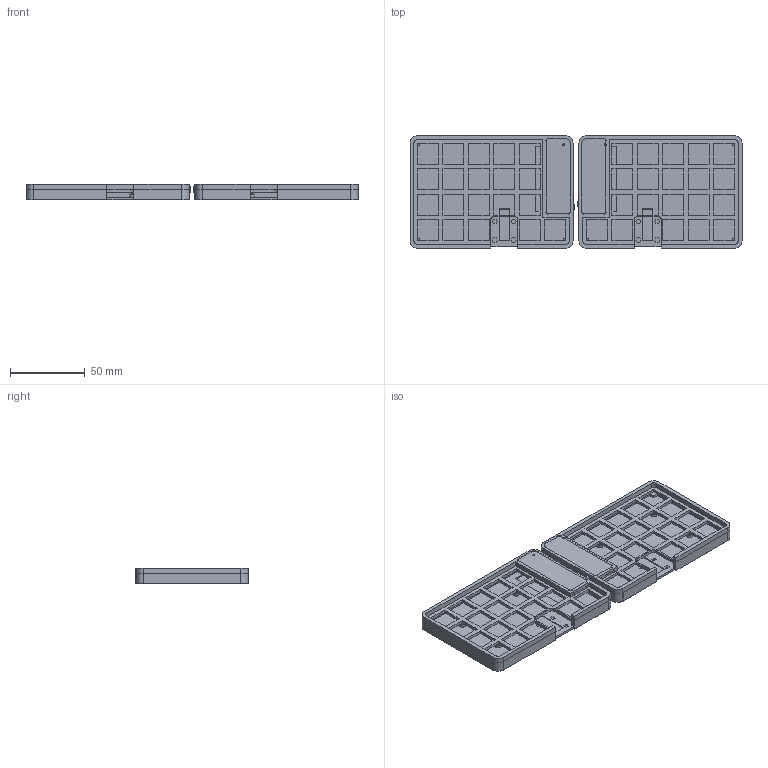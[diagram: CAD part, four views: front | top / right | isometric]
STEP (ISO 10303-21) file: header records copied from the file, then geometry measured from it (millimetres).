
FILE_DESCRIPTION(/* description */ (''),/* implementation_level */ '2;1');
FILE_NAME(/* name */ 'LisM_v1.0.0.step',/* time_stamp */ '2025-12-10T04:37:29+09:00',/* author */ (''),/* organization */ (''),/* preprocessor_version */ 'ST-DEVELOPER v20.1',/* originating_system */ 'Autodesk Translation Framework v14.21.0.0',/* authorisation */ '');
FILE_SCHEMA (('AUTOMOTIVE_DESIGN { 1 0 10303 214 3 1 1 }'));
Length unit declared in the file: millimetre
Products named in the file (11): LisM_v1.0.0; Left_BottomPart; Left_SwitchPlate; Left_Switch; Left_TopPart; Right_TopPart; Right_BottomPart; Right_SwitchPlate; Right_Switch; Left_Floating_TopPart; Right_Floating_TopPart
Assembly tree (10 placements, depth 2):
  LisM_v1.0.0
    Left_BottomPart
    Left_SwitchPlate
    Left_Switch
    Left_TopPart
    Right_TopPart
    Right_BottomPart
    Right_SwitchPlate
    Right_Switch
    Left_Floating_TopPart
    Right_Floating_TopPart
Bounding box: 222.1 x 75.1 x 10.6 mm (x, y, z)
Volume: 66463.3 mm3; surface area: 108324.2 mm2
Topology: 14 solids, 14 shells, 1313 faces, 3691 edges, 2422 vertices
Faces by surface type: plane 963, cylinder 272, bspline 48, torus 22, cone 8
Full cylindrical faces by diameter (mm): 1.2 x4, 2 x6, 2.4 x2, 3.5 x2, 4 x6
Entity records: 44460 total; most frequent: CARTESIAN_POINT 9808, ORIENTED_EDGE 7382, DIRECTION 6679, EDGE_CURVE 3691, LINE 2937, VECTOR 2937, VERTEX_POINT 2422, AXIS2_PLACEMENT_3D 1871
